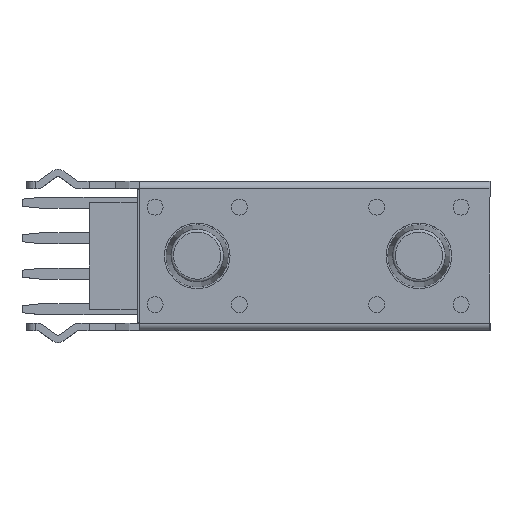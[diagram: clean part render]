
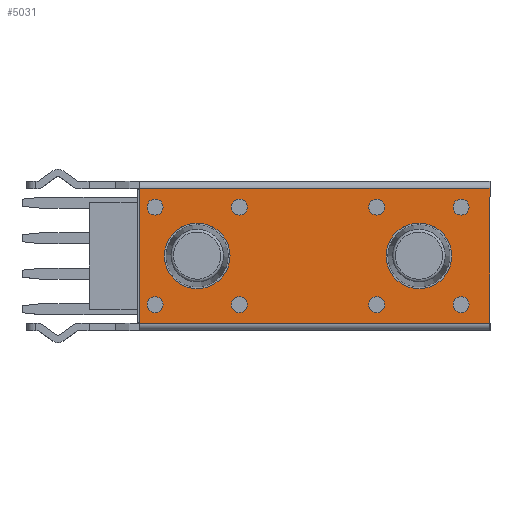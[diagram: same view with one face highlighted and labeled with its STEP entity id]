
A CAD part, top view. The second image highlights one B-rep face of the part: STEP entity #5031.
In plain terms, the highlighted planar face has unit normal (0, 0, 1).
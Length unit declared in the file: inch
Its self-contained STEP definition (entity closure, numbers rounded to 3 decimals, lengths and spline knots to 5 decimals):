
#3161=CARTESIAN_POINT('',(0.,-0.07283,0.13346));
#3162=VERTEX_POINT('',#3161);
#3163=CARTESIAN_POINT('',(0.,0.,0.13346));
#3164=DIRECTION('',(0.0,0.0,-1.0));
#3165=DIRECTION('',(0.0,1.0,0.0));
#3166=AXIS2_PLACEMENT_3D('',#3163,#3164,#3165);
#3167=CIRCLE('',#3166,0.07283);
#3168=EDGE_CURVE('',#3162,#3162,#3167,.T.);
#3181=CARTESIAN_POINT('',(0.49213,-0.07283,0.13346));
#3182=VERTEX_POINT('',#3181);
#3183=CARTESIAN_POINT('',(0.49213,0.,0.13346));
#3184=DIRECTION('',(0.0,0.0,-1.0));
#3185=DIRECTION('',(0.0,1.0,0.0));
#3186=AXIS2_PLACEMENT_3D('',#3183,#3184,#3185);
#3187=CIRCLE('',#3186,0.07283);
#3188=EDGE_CURVE('',#3182,#3182,#3187,.T.);
#3564=CARTESIAN_POINT('',(-0.12776,-0.14957,0.13346));
#3565=VERTEX_POINT('',#3564);
#3573=CARTESIAN_POINT('',(-0.12776,0.14957,0.13346));
#3574=VERTEX_POINT('',#3573);
#3575=CARTESIAN_POINT('',(-0.12776,-0.14957,0.13346));
#3576=DIRECTION('',(0.0,1.0,0.0));
#3577=VECTOR('',#3576,0.29913);
#3578=LINE('',#3575,#3577);
#3579=EDGE_CURVE('',#3565,#3574,#3578,.T.);
#3616=CARTESIAN_POINT('',(0.6498,0.14957,0.13346));
#3617=VERTEX_POINT('',#3616);
#3625=CARTESIAN_POINT('',(0.6498,-0.14957,0.13346));
#3626=VERTEX_POINT('',#3625);
#3627=CARTESIAN_POINT('',(0.6498,0.14957,0.13346));
#3628=DIRECTION('',(0.0,-1.0,0.0));
#3629=VECTOR('',#3628,0.29913);
#3630=LINE('',#3627,#3629);
#3631=EDGE_CURVE('',#3617,#3626,#3630,.T.);
#4875=CARTESIAN_POINT('',(0.6498,0.14957,0.13346));
#4876=DIRECTION('',(-1.0,0.0,0.0));
#4877=VECTOR('',#4876,0.77756);
#4878=LINE('',#4875,#4877);
#4879=EDGE_CURVE('',#3617,#3574,#4878,.T.);
#4904=CARTESIAN_POINT('',(-0.12776,-0.14957,0.13346));
#4905=DIRECTION('',(1.0,0.0,0.0));
#4906=VECTOR('',#4905,0.77756);
#4907=LINE('',#4904,#4906);
#4908=EDGE_CURVE('',#3565,#3626,#4907,.T.);
#4926=CARTESIAN_POINT('',(-0.16663,0.16452,0.13346));
#4927=DIRECTION('',(0.0,0.0,1.0));
#4928=DIRECTION('',(1.0,0.0,0.0));
#4929=AXIS2_PLACEMENT_3D('',#4926,#4927,#4928);
#4930=PLANE('',#4929);
#4931=ORIENTED_EDGE('',*,*,#4879,.T.);
#4932=ORIENTED_EDGE('',*,*,#3579,.F.);
#4933=ORIENTED_EDGE('',*,*,#4908,.T.);
#4934=ORIENTED_EDGE('',*,*,#3631,.F.);
#4935=EDGE_LOOP('',(#4931,#4932,#4933,#4934));
#4936=FACE_OUTER_BOUND('',#4935,.T.);
#4937=ORIENTED_EDGE('',*,*,#3168,.T.);
#4938=EDGE_LOOP('',(#4937));
#4939=FACE_BOUND('',#4938,.T.);
#4940=CARTESIAN_POINT('',(0.39862,-0.12598,0.13346));
#4941=VERTEX_POINT('',#4940);
#4942=CARTESIAN_POINT('',(0.39862,-0.10827,0.13346));
#4943=DIRECTION('',(0.0,0.0,1.0));
#4944=DIRECTION('',(-1.0,0.0,0.0));
#4945=AXIS2_PLACEMENT_3D('',#4942,#4943,#4944);
#4946=CIRCLE('',#4945,0.01772);
#4947=EDGE_CURVE('',#4941,#4941,#4946,.T.);
#4948=ORIENTED_EDGE('',*,*,#4947,.F.);
#4949=EDGE_LOOP('',(#4948));
#4950=FACE_BOUND('',#4949,.T.);
#4951=CARTESIAN_POINT('',(0.39862,0.09055,0.13346));
#4952=VERTEX_POINT('',#4951);
#4953=CARTESIAN_POINT('',(0.39862,0.10827,0.13346));
#4954=DIRECTION('',(0.0,0.0,1.0));
#4955=DIRECTION('',(-1.0,0.0,0.0));
#4956=AXIS2_PLACEMENT_3D('',#4953,#4954,#4955);
#4957=CIRCLE('',#4956,0.01772);
#4958=EDGE_CURVE('',#4952,#4952,#4957,.T.);
#4959=ORIENTED_EDGE('',*,*,#4958,.F.);
#4960=EDGE_LOOP('',(#4959));
#4961=FACE_BOUND('',#4960,.T.);
#4962=CARTESIAN_POINT('',(0.0935,-0.12598,0.13346));
#4963=VERTEX_POINT('',#4962);
#4964=CARTESIAN_POINT('',(0.0935,-0.10827,0.13346));
#4965=DIRECTION('',(0.0,0.0,1.0));
#4966=DIRECTION('',(-1.0,0.0,0.0));
#4967=AXIS2_PLACEMENT_3D('',#4964,#4965,#4966);
#4968=CIRCLE('',#4967,0.01772);
#4969=EDGE_CURVE('',#4963,#4963,#4968,.T.);
#4970=ORIENTED_EDGE('',*,*,#4969,.F.);
#4971=EDGE_LOOP('',(#4970));
#4972=FACE_BOUND('',#4971,.T.);
#4973=CARTESIAN_POINT('',(0.0935,0.09055,0.13346));
#4974=VERTEX_POINT('',#4973);
#4975=CARTESIAN_POINT('',(0.0935,0.10827,0.13346));
#4976=DIRECTION('',(0.0,0.0,1.0));
#4977=DIRECTION('',(-1.0,0.0,0.0));
#4978=AXIS2_PLACEMENT_3D('',#4975,#4976,#4977);
#4979=CIRCLE('',#4978,0.01772);
#4980=EDGE_CURVE('',#4974,#4974,#4979,.T.);
#4981=ORIENTED_EDGE('',*,*,#4980,.F.);
#4982=EDGE_LOOP('',(#4981));
#4983=FACE_BOUND('',#4982,.T.);
#4984=CARTESIAN_POINT('',(-0.0935,0.09055,0.13346));
#4985=VERTEX_POINT('',#4984);
#4986=CARTESIAN_POINT('',(-0.0935,0.10827,0.13346));
#4987=DIRECTION('',(0.0,0.0,1.0));
#4988=DIRECTION('',(-1.0,0.0,0.0));
#4989=AXIS2_PLACEMENT_3D('',#4986,#4987,#4988);
#4990=CIRCLE('',#4989,0.01772);
#4991=EDGE_CURVE('',#4985,#4985,#4990,.T.);
#4992=ORIENTED_EDGE('',*,*,#4991,.F.);
#4993=EDGE_LOOP('',(#4992));
#4994=FACE_BOUND('',#4993,.T.);
#4995=CARTESIAN_POINT('',(-0.0935,-0.12598,0.13346));
#4996=VERTEX_POINT('',#4995);
#4997=CARTESIAN_POINT('',(-0.0935,-0.10827,0.13346));
#4998=DIRECTION('',(0.0,0.0,1.0));
#4999=DIRECTION('',(-1.0,0.0,0.0));
#5000=AXIS2_PLACEMENT_3D('',#4997,#4998,#4999);
#5001=CIRCLE('',#5000,0.01772);
#5002=EDGE_CURVE('',#4996,#4996,#5001,.T.);
#5003=ORIENTED_EDGE('',*,*,#5002,.F.);
#5004=EDGE_LOOP('',(#5003));
#5005=FACE_BOUND('',#5004,.T.);
#5006=CARTESIAN_POINT('',(0.58563,0.09055,0.13346));
#5007=VERTEX_POINT('',#5006);
#5008=CARTESIAN_POINT('',(0.58563,0.10827,0.13346));
#5009=DIRECTION('',(0.0,0.0,1.0));
#5010=DIRECTION('',(-1.0,0.0,0.0));
#5011=AXIS2_PLACEMENT_3D('',#5008,#5009,#5010);
#5012=CIRCLE('',#5011,0.01772);
#5013=EDGE_CURVE('',#5007,#5007,#5012,.T.);
#5014=ORIENTED_EDGE('',*,*,#5013,.F.);
#5015=EDGE_LOOP('',(#5014));
#5016=FACE_BOUND('',#5015,.T.);
#5017=CARTESIAN_POINT('',(0.58563,-0.12598,0.13346));
#5018=VERTEX_POINT('',#5017);
#5019=CARTESIAN_POINT('',(0.58563,-0.10827,0.13346));
#5020=DIRECTION('',(0.0,0.0,1.0));
#5021=DIRECTION('',(-1.0,0.0,0.0));
#5022=AXIS2_PLACEMENT_3D('',#5019,#5020,#5021);
#5023=CIRCLE('',#5022,0.01772);
#5024=EDGE_CURVE('',#5018,#5018,#5023,.T.);
#5025=ORIENTED_EDGE('',*,*,#5024,.F.);
#5026=EDGE_LOOP('',(#5025));
#5027=FACE_BOUND('',#5026,.T.);
#5028=ORIENTED_EDGE('',*,*,#3188,.T.);
#5029=EDGE_LOOP('',(#5028));
#5030=FACE_BOUND('',#5029,.T.);
#5031=ADVANCED_FACE('',(#4936,#4939,#4950,#4961,#4972,#4983,#4994,#5005,#5016,#5027,#5030),#4930,.T.);
